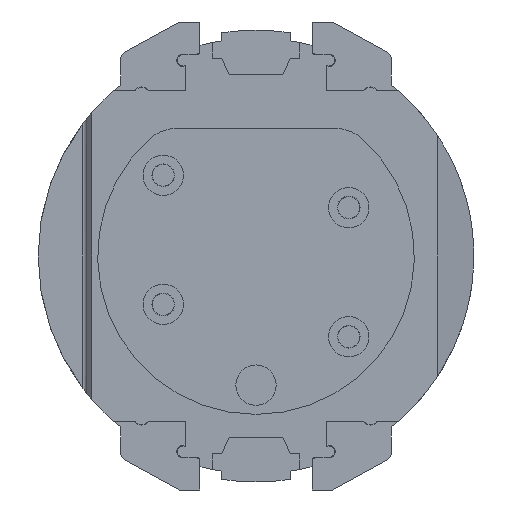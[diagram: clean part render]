
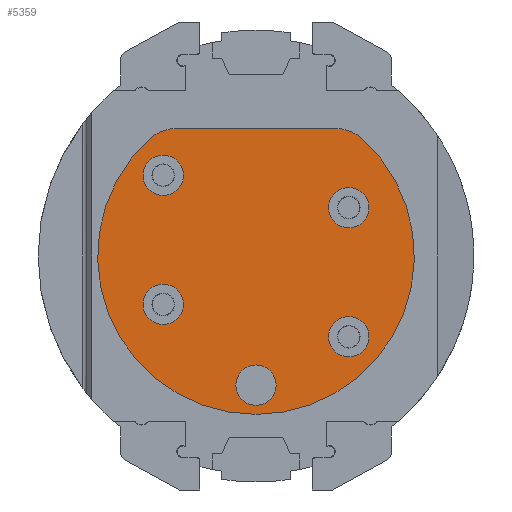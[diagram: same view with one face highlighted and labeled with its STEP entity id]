
A CAD part, front view. The second image highlights one B-rep face of the part: STEP entity #5359.
In plain terms, the highlighted planar face has unit normal (0, -1, 0).
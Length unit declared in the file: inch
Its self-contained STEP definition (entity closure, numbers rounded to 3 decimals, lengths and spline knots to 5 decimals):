
#13 = CARTESIAN_POINT ( 'NONE',  ( -0.09055, 0.00197, 0.07874 ) ) ;
#56 = DIRECTION ( 'NONE',  ( 0., -1., 0. ) ) ;
#200 = FACE_BOUND ( 'NONE', #2343, .T. ) ;
#233 = FACE_BOUND ( 'NONE', #3021, .T. ) ;
#242 = DIRECTION ( 'NONE',  ( 0., 0., 1. ) ) ;
#342 = CIRCLE ( 'NONE', #4280, 0.03937 ) ;
#350 = CIRCLE ( 'NONE', #2043, 0.01969 ) ;
#426 = EDGE_LOOP ( 'NONE', ( #5336, #6011, #4442, #6229, #940 ) ) ;
#471 = DIRECTION ( 'NONE',  ( 0., -1., 0. ) ) ;
#486 = VERTEX_POINT ( 'NONE', #3427 ) ;
#508 = CARTESIAN_POINT ( 'NONE',  ( -0.07765, 0.00197, 0.12441 ) ) ;
#576 = CIRCLE ( 'NONE', #4523, 0.03937 ) ;
#579 = EDGE_CURVE ( 'NONE', #5225, #486, #3202, .T. ) ;
#668 = DIRECTION ( 'NONE',  ( 1., 0., 0. ) ) ;
#681 = AXIS2_PLACEMENT_3D ( 'NONE', #13, #4885, #2205 ) ;
#687 = AXIS2_PLACEMENT_3D ( 'NONE', #6352, #4337, #3210 ) ;
#693 = DIRECTION ( 'NONE',  ( 0., 1., 0. ) ) ;
#759 = CARTESIAN_POINT ( 'NONE',  ( -0.09055, 0.00197, -0.04724 ) ) ;
#804 = CARTESIAN_POINT ( 'NONE',  ( 0.07765, 0.00197, 0.08504 ) ) ;
#940 = ORIENTED_EDGE ( 'NONE', *, *, #2531, .F. ) ;
#944 = DIRECTION ( 'NONE',  ( 0., -1., 0. ) ) ;
#962 = ORIENTED_EDGE ( 'NONE', *, *, #1176, .F. ) ;
#984 = DIRECTION ( 'NONE',  ( 0., -1., 0. ) ) ;
#1122 = DIRECTION ( 'NONE',  ( 0., 1., 0. ) ) ;
#1176 = EDGE_CURVE ( 'NONE', #5577, #4921, #6371, .T. ) ;
#1289 = VERTEX_POINT ( 'NONE', #6418 ) ;
#1410 = DIRECTION ( 'NONE',  ( 1., 0., 0. ) ) ;
#1418 = AXIS2_PLACEMENT_3D ( 'NONE', #3623, #944, #5245 ) ;
#1429 = ORIENTED_EDGE ( 'NONE', *, *, #6000, .F. ) ;
#1432 = EDGE_CURVE ( 'NONE', #4144, #1685, #3216, .T. ) ;
#1544 = AXIS2_PLACEMENT_3D ( 'NONE', #4209, #471, #4317 ) ;
#1587 = AXIS2_PLACEMENT_3D ( 'NONE', #759, #6118, #6764 ) ;
#1685 = VERTEX_POINT ( 'NONE', #3127 ) ;
#1745 = ORIENTED_EDGE ( 'NONE', *, *, #6793, .F. ) ;
#1843 = VERTEX_POINT ( 'NONE', #6978 ) ;
#1883 = ORIENTED_EDGE ( 'NONE', *, *, #6001, .F. ) ;
#1970 = CARTESIAN_POINT ( 'NONE',  ( 0.1042, 0.00197, 0.11411 ) ) ;
#1979 = DIRECTION ( 'NONE',  ( 0., -1., 0. ) ) ;
#2043 = AXIS2_PLACEMENT_3D ( 'NONE', #4893, #56, #2357 ) ;
#2101 = CARTESIAN_POINT ( 'NONE',  ( 0.09055, 0.00197, 0.02756 ) ) ;
#2158 = CIRCLE ( 'NONE', #1587, 0.01969 ) ;
#2205 = DIRECTION ( 'NONE',  ( 0., 0., -1. ) ) ;
#2343 = EDGE_LOOP ( 'NONE', ( #4022, #1883 ) ) ;
#2357 = DIRECTION ( 'NONE',  ( 0., 0., 1. ) ) ;
#2365 = DIRECTION ( 'NONE',  ( 0., 1., 0. ) ) ;
#2372 = VERTEX_POINT ( 'NONE', #4060 ) ;
#2449 = VERTEX_POINT ( 'NONE', #2537 ) ;
#2531 = EDGE_CURVE ( 'NONE', #4039, #4391, #6036, .T. ) ;
#2537 = CARTESIAN_POINT ( 'NONE',  ( -0.1042, 0.00197, 0.11411 ) ) ;
#2679 = DIRECTION ( 'NONE',  ( 0., 0., -1. ) ) ;
#2851 = FACE_OUTER_BOUND ( 'NONE', #426, .T. ) ;
#2852 = DIRECTION ( 'NONE',  ( 0., -1., 0. ) ) ;
#2895 = CARTESIAN_POINT ( 'NONE',  ( 0., 0.00197, 0. ) ) ;
#2920 = VERTEX_POINT ( 'NONE', #6321 ) ;
#3021 = EDGE_LOOP ( 'NONE', ( #6184, #4986 ) ) ;
#3127 = CARTESIAN_POINT ( 'NONE',  ( 0.09055, 0.00197, -0.05906 ) ) ;
#3129 = EDGE_CURVE ( 'NONE', #4391, #2449, #6154, .T. ) ;
#3156 = CIRCLE ( 'NONE', #681, 0.01969 ) ;
#3202 = CIRCLE ( 'NONE', #5222, 0.01969 ) ;
#3210 = DIRECTION ( 'NONE',  ( 0., 0., -1. ) ) ;
#3216 = CIRCLE ( 'NONE', #5018, 0.01969 ) ;
#3427 = CARTESIAN_POINT ( 'NONE',  ( -0.09055, 0.00197, -0.02756 ) ) ;
#3576 = EDGE_LOOP ( 'NONE', ( #3916, #1745 ) ) ;
#3623 = CARTESIAN_POINT ( 'NONE',  ( 0.09055, 0.00197, 0.04724 ) ) ;
#3636 = CARTESIAN_POINT ( 'NONE',  ( 0.09055, 0.00197, 0.06693 ) ) ;
#3789 = AXIS2_PLACEMENT_3D ( 'NONE', #2895, #2365, #668 ) ;
#3804 = EDGE_CURVE ( 'NONE', #2372, #1843, #4357, .T. ) ;
#3842 = DIRECTION ( 'NONE',  ( 1., 0., 0. ) ) ;
#3916 = ORIENTED_EDGE ( 'NONE', *, *, #579, .F. ) ;
#3932 = EDGE_CURVE ( 'NONE', #6550, #5334, #4585, .T. ) ;
#3943 = FACE_BOUND ( 'NONE', #4536, .T. ) ;
#3954 = CIRCLE ( 'NONE', #687, 0.01969 ) ;
#4022 = ORIENTED_EDGE ( 'NONE', *, *, #5571, .F. ) ;
#4039 = VERTEX_POINT ( 'NONE', #1970 ) ;
#4060 = CARTESIAN_POINT ( 'NONE',  ( 0., 0.00197, -0.1063 ) ) ;
#4085 = PLANE ( 'NONE',  #5067 ) ;
#4144 = VERTEX_POINT ( 'NONE', #4859 ) ;
#4152 = CARTESIAN_POINT ( 'NONE',  ( 0., 0.00197, -0.15453 ) ) ;
#4209 = CARTESIAN_POINT ( 'NONE',  ( 0.09055, 0.00197, 0.04724 ) ) ;
#4280 = AXIS2_PLACEMENT_3D ( 'NONE', #5524, #693, #4325 ) ;
#4317 = DIRECTION ( 'NONE',  ( 0., 0., -1. ) ) ;
#4325 = DIRECTION ( 'NONE',  ( 1., 0., 0. ) ) ;
#4337 = DIRECTION ( 'NONE',  ( 0., -1., 0. ) ) ;
#4357 = CIRCLE ( 'NONE', #6387, 0.01969 ) ;
#4391 = VERTEX_POINT ( 'NONE', #4152 ) ;
#4406 = CARTESIAN_POINT ( 'NONE',  ( 0.09055, 0.00197, -0.07874 ) ) ;
#4442 = ORIENTED_EDGE ( 'NONE', *, *, #6513, .F. ) ;
#4517 = DIRECTION ( 'NONE',  ( 0., -1., 0. ) ) ;
#4523 = AXIS2_PLACEMENT_3D ( 'NONE', #5269, #6302, #5304 ) ;
#4536 = EDGE_LOOP ( 'NONE', ( #4770, #1429 ) ) ;
#4546 = EDGE_CURVE ( 'NONE', #4921, #5577, #6745, .T. ) ;
#4585 = LINE ( 'NONE', #6746, #6963 ) ;
#4597 = CARTESIAN_POINT ( 'NONE',  ( -0.09055, 0.00197, -0.04724 ) ) ;
#4661 = DIRECTION ( 'NONE',  ( 0., 0., -1. ) ) ;
#4770 = ORIENTED_EDGE ( 'NONE', *, *, #1432, .F. ) ;
#4859 = CARTESIAN_POINT ( 'NONE',  ( 0.09055, 0.00197, -0.09843 ) ) ;
#4885 = DIRECTION ( 'NONE',  ( 0., -1., 0. ) ) ;
#4893 = CARTESIAN_POINT ( 'NONE',  ( 0., 0.00197, -0.12598 ) ) ;
#4921 = VERTEX_POINT ( 'NONE', #3636 ) ;
#4986 = ORIENTED_EDGE ( 'NONE', *, *, #3804, .F. ) ;
#5018 = AXIS2_PLACEMENT_3D ( 'NONE', #4406, #2852, #6566 ) ;
#5044 = CARTESIAN_POINT ( 'NONE',  ( 0., 0.00197, -0.12598 ) ) ;
#5067 = AXIS2_PLACEMENT_3D ( 'NONE', #804, #5767, #5734 ) ;
#5222 = AXIS2_PLACEMENT_3D ( 'NONE', #4597, #1979, #4661 ) ;
#5225 = VERTEX_POINT ( 'NONE', #6527 ) ;
#5245 = DIRECTION ( 'NONE',  ( 0., 0., -1. ) ) ;
#5269 = CARTESIAN_POINT ( 'NONE',  ( -0.07765, 0.00197, 0.08504 ) ) ;
#5295 = CIRCLE ( 'NONE', #6666, 0.01969 ) ;
#5304 = DIRECTION ( 'NONE',  ( 1., 0., 0. ) ) ;
#5334 = VERTEX_POINT ( 'NONE', #6637 ) ;
#5336 = ORIENTED_EDGE ( 'NONE', *, *, #5664, .F. ) ;
#5350 = AXIS2_PLACEMENT_3D ( 'NONE', #6988, #1122, #3842 ) ;
#5359 = ADVANCED_FACE ( 'NONE', ( #2851, #233, #200, #6599, #3943, #6094 ), #4085, .F. ) ;
#5499 = EDGE_LOOP ( 'NONE', ( #962, #6134 ) ) ;
#5524 = CARTESIAN_POINT ( 'NONE',  ( 0.07765, 0.00197, 0.08504 ) ) ;
#5571 = EDGE_CURVE ( 'NONE', #1289, #2920, #3156, .T. ) ;
#5577 = VERTEX_POINT ( 'NONE', #2101 ) ;
#5664 = EDGE_CURVE ( 'NONE', #5334, #4039, #342, .T. ) ;
#5734 = DIRECTION ( 'NONE',  ( 1., 0., 0. ) ) ;
#5767 = DIRECTION ( 'NONE',  ( 0., 1., 0. ) ) ;
#5924 = CARTESIAN_POINT ( 'NONE',  ( 0.09055, 0.00197, -0.07874 ) ) ;
#6000 = EDGE_CURVE ( 'NONE', #1685, #4144, #5295, .T. ) ;
#6001 = EDGE_CURVE ( 'NONE', #2920, #1289, #3954, .T. ) ;
#6011 = ORIENTED_EDGE ( 'NONE', *, *, #3932, .F. ) ;
#6036 = CIRCLE ( 'NONE', #5350, 0.15453 ) ;
#6094 = FACE_BOUND ( 'NONE', #5499, .T. ) ;
#6118 = DIRECTION ( 'NONE',  ( 0., -1., 0. ) ) ;
#6134 = ORIENTED_EDGE ( 'NONE', *, *, #4546, .F. ) ;
#6154 = CIRCLE ( 'NONE', #3789, 0.15453 ) ;
#6184 = ORIENTED_EDGE ( 'NONE', *, *, #6481, .F. ) ;
#6229 = ORIENTED_EDGE ( 'NONE', *, *, #3129, .F. ) ;
#6302 = DIRECTION ( 'NONE',  ( 0., 1., 0. ) ) ;
#6321 = CARTESIAN_POINT ( 'NONE',  ( -0.09055, 0.00197, 0.09843 ) ) ;
#6352 = CARTESIAN_POINT ( 'NONE',  ( -0.09055, 0.00197, 0.07874 ) ) ;
#6371 = CIRCLE ( 'NONE', #1418, 0.01969 ) ;
#6387 = AXIS2_PLACEMENT_3D ( 'NONE', #5044, #4517, #242 ) ;
#6418 = CARTESIAN_POINT ( 'NONE',  ( -0.09055, 0.00197, 0.05906 ) ) ;
#6481 = EDGE_CURVE ( 'NONE', #1843, #2372, #350, .T. ) ;
#6513 = EDGE_CURVE ( 'NONE', #2449, #6550, #576, .T. ) ;
#6527 = CARTESIAN_POINT ( 'NONE',  ( -0.09055, 0.00197, -0.06693 ) ) ;
#6550 = VERTEX_POINT ( 'NONE', #508 ) ;
#6566 = DIRECTION ( 'NONE',  ( 0., 0., -1. ) ) ;
#6599 = FACE_BOUND ( 'NONE', #3576, .T. ) ;
#6637 = CARTESIAN_POINT ( 'NONE',  ( 0.07765, 0.00197, 0.12441 ) ) ;
#6666 = AXIS2_PLACEMENT_3D ( 'NONE', #5924, #984, #2679 ) ;
#6745 = CIRCLE ( 'NONE', #1544, 0.01969 ) ;
#6746 = CARTESIAN_POINT ( 'NONE',  ( -0.07765, 0.00197, 0.12441 ) ) ;
#6764 = DIRECTION ( 'NONE',  ( 0., 0., -1. ) ) ;
#6793 = EDGE_CURVE ( 'NONE', #486, #5225, #2158, .T. ) ;
#6963 = VECTOR ( 'NONE', #1410, 39.37008 ) ;
#6978 = CARTESIAN_POINT ( 'NONE',  ( 0., 0.00197, -0.14567 ) ) ;
#6988 = CARTESIAN_POINT ( 'NONE',  ( 0., 0.00197, 0. ) ) ;
